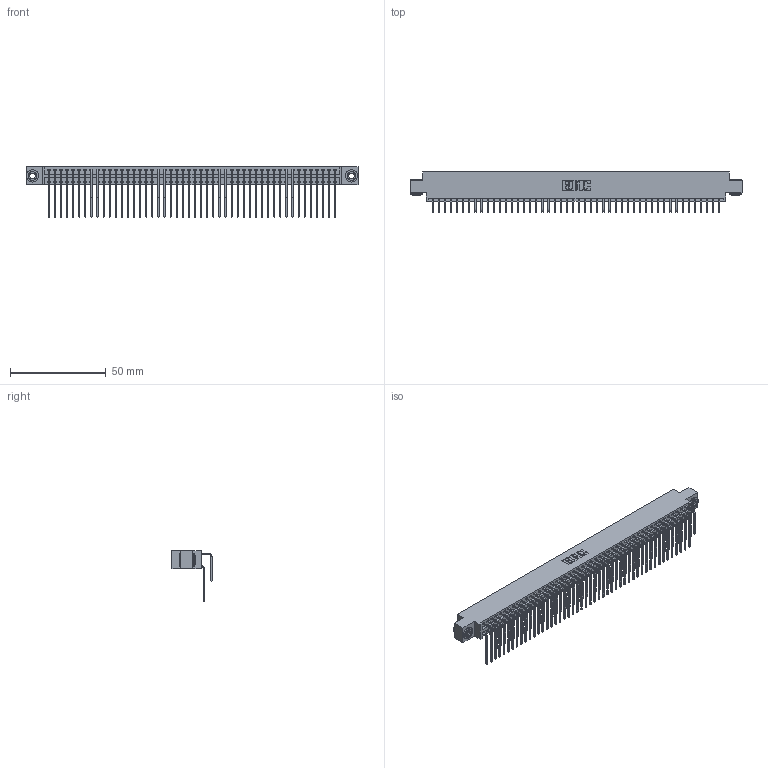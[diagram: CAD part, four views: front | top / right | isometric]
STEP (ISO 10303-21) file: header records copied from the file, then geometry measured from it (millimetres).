
FILE_DESCRIPTION (( 'STEP AP203' ), '1' );
FILE_NAME ('396-096-559-803.STEP', '2019-11-03T15:29:36', ( '' ), ( '' ), 'SwSTEP 2.0', 'SolidWorks 2016', '' );
FILE_SCHEMA (( 'CONFIG_CONTROL_DESIGN' ));
Length unit declared in the file: inch
Products named in the file (5): 345-250-002_345-250-002-102; 345-292-001_559 Tail - 2; 396-096-559-803; 346 Part_0.170 Offset - 0.156 Dia-TH; 345-292-001_558 559 Tail - 1
Assembly tree (99 placements, depth 2):
  396-096-559-803
    346 Part_0.170 Offset - 0.156 Dia-TH
    345-292-001_558 559 Tail - 1  x48
    345-292-001_559 Tail - 2  x48
    345-250-002_345-250-002-102  x2
Bounding box: 172.97 x 20.89 x 26.16 mm (x, y, z)
Volume: 17332.3 mm3; surface area: 26969.3 mm2
Topology: 99 solids, 99 shells, 5348 faces, 15873 edges, 10450 vertices
Faces by surface type: plane 3642, cylinder 1698, cone 8
Entity records: 33084 total; most frequent: CARTESIAN_POINT 5474, ORIENTED_EDGE 5350, DIRECTION 4877, EDGE_CURVE 2675, LINE 2287, VECTOR 2287, VERTEX_POINT 1778, AXIS2_PLACEMENT_3D 1295
